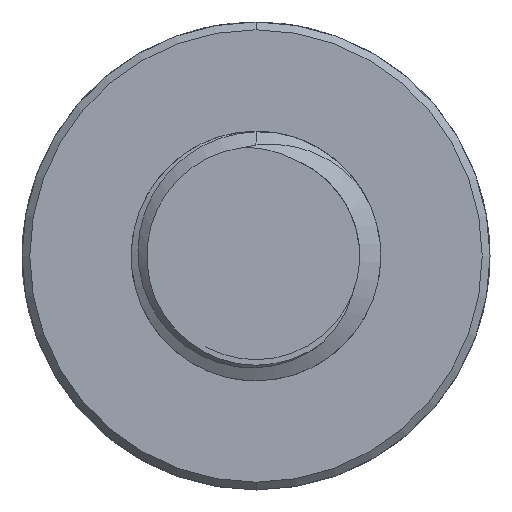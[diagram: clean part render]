
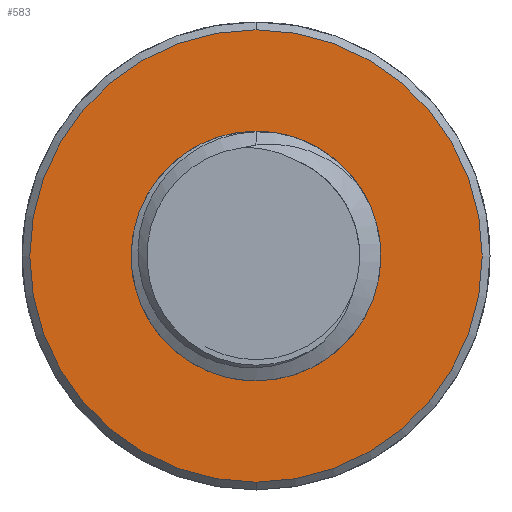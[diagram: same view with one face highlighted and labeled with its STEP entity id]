
A CAD part, front view. The second image highlights one B-rep face of the part: STEP entity #583.
In plain terms, the highlighted planar face has unit normal (0, -1, 0).
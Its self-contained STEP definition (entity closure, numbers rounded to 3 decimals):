
#64 = AXIS2_PLACEMENT_3D ( 'NONE', #4912, #5955, #2095 ) ;
#129 = AXIS2_PLACEMENT_3D ( 'NONE', #5710, #3236, #1395 ) ;
#146 = DIRECTION ( 'NONE',  ( 0., -1., 0. ) ) ;
#217 = ORIENTED_EDGE ( 'NONE', *, *, #593, .T. ) ;
#373 = DIRECTION ( 'NONE',  ( 0., 0., -1. ) ) ;
#583 = ADVANCED_FACE ( 'NONE', ( #5148, #1799 ), #785, .T. ) ;
#593 = EDGE_CURVE ( 'NONE', #5617, #3344, #2725, .T. ) ;
#604 = AXIS2_PLACEMENT_3D ( 'NONE', #4224, #2718, #373 ) ;
#660 = CARTESIAN_POINT ( 'NONE',  ( 0., -37.75, -4. ) ) ;
#785 = PLANE ( 'NONE',  #604 ) ;
#789 = AXIS2_PLACEMENT_3D ( 'NONE', #3668, #4244, #3191 ) ;
#883 = CARTESIAN_POINT ( 'NONE',  ( 0., -37.75, 0. ) ) ;
#949 = CIRCLE ( 'NONE', #3085, 4. ) ;
#984 = CIRCLE ( 'NONE', #64, 4. ) ;
#1146 = ORIENTED_EDGE ( 'NONE', *, *, #2929, .F. ) ;
#1219 = CARTESIAN_POINT ( 'NONE',  ( 0., -37.75, -7.25 ) ) ;
#1395 = DIRECTION ( 'NONE',  ( 0., 0., -1. ) ) ;
#1799 = FACE_OUTER_BOUND ( 'NONE', #2573, .T. ) ;
#1803 = CIRCLE ( 'NONE', #789, 4. ) ;
#1976 = VERTEX_POINT ( 'NONE', #2947 ) ;
#2049 = CARTESIAN_POINT ( 'NONE',  ( 0., -37.75, 0. ) ) ;
#2095 = DIRECTION ( 'NONE',  ( 0., 0., -1. ) ) ;
#2169 = EDGE_CURVE ( 'NONE', #3344, #5617, #6109, .T. ) ;
#2245 = ORIENTED_EDGE ( 'NONE', *, *, #2169, .T. ) ;
#2493 = EDGE_CURVE ( 'NONE', #5052, #1976, #949, .T. ) ;
#2573 = EDGE_LOOP ( 'NONE', ( #217, #2245 ) ) ;
#2671 = CARTESIAN_POINT ( 'NONE',  ( 0., -37.75, 7.25 ) ) ;
#2718 = DIRECTION ( 'NONE',  ( 0., -1., 0. ) ) ;
#2725 = CIRCLE ( 'NONE', #3047, 7.25 ) ;
#2825 = DIRECTION ( 'NONE',  ( 0., 0., -1. ) ) ;
#2929 = EDGE_CURVE ( 'NONE', #1976, #3027, #1803, .T. ) ;
#2947 = CARTESIAN_POINT ( 'NONE',  ( 0., -37.75, 4. ) ) ;
#3027 = VERTEX_POINT ( 'NONE', #3074 ) ;
#3047 = AXIS2_PLACEMENT_3D ( 'NONE', #883, #3269, #2825 ) ;
#3074 = CARTESIAN_POINT ( 'NONE',  ( -4., -37.75, 0. ) ) ;
#3085 = AXIS2_PLACEMENT_3D ( 'NONE', #2049, #146, #4003 ) ;
#3175 = EDGE_LOOP ( 'NONE', ( #6126, #1146, #5745 ) ) ;
#3191 = DIRECTION ( 'NONE',  ( 0., 0., -1. ) ) ;
#3236 = DIRECTION ( 'NONE',  ( 0., -1., 0. ) ) ;
#3269 = DIRECTION ( 'NONE',  ( 0., -1., 0. ) ) ;
#3344 = VERTEX_POINT ( 'NONE', #1219 ) ;
#3668 = CARTESIAN_POINT ( 'NONE',  ( 0., -37.75, 0. ) ) ;
#4003 = DIRECTION ( 'NONE',  ( 0., 0., -1. ) ) ;
#4224 = CARTESIAN_POINT ( 'NONE',  ( 0., -37.75, 0. ) ) ;
#4244 = DIRECTION ( 'NONE',  ( 0., -1., 0. ) ) ;
#4912 = CARTESIAN_POINT ( 'NONE',  ( 0., -37.75, 0. ) ) ;
#5052 = VERTEX_POINT ( 'NONE', #660 ) ;
#5148 = FACE_BOUND ( 'NONE', #3175, .T. ) ;
#5331 = EDGE_CURVE ( 'NONE', #3027, #5052, #984, .T. ) ;
#5617 = VERTEX_POINT ( 'NONE', #2671 ) ;
#5710 = CARTESIAN_POINT ( 'NONE',  ( 0., -37.75, 0. ) ) ;
#5745 = ORIENTED_EDGE ( 'NONE', *, *, #2493, .F. ) ;
#5955 = DIRECTION ( 'NONE',  ( 0., -1., 0. ) ) ;
#6109 = CIRCLE ( 'NONE', #129, 7.25 ) ;
#6126 = ORIENTED_EDGE ( 'NONE', *, *, #5331, .F. ) ;
